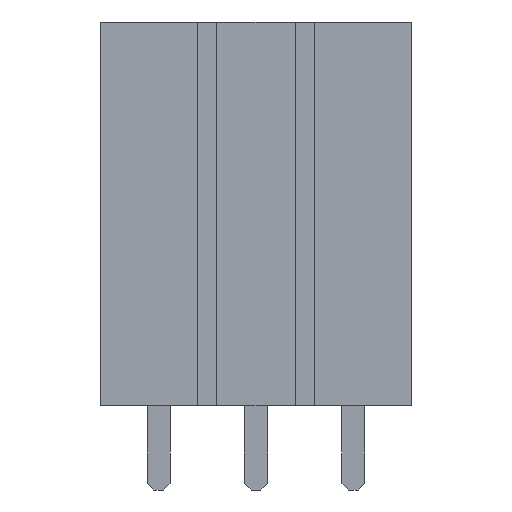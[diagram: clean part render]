
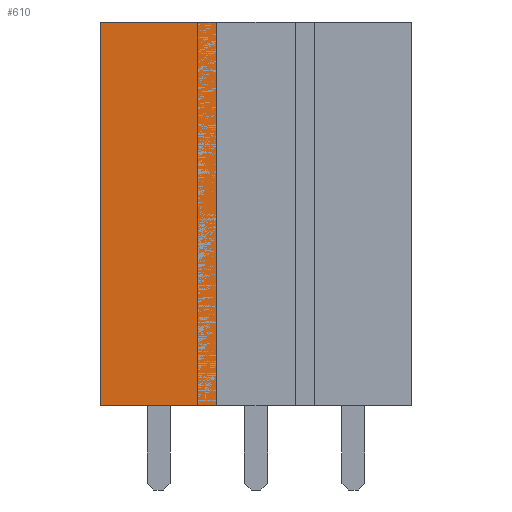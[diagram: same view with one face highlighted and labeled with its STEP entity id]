
A CAD part, front view. The second image highlights one B-rep face of the part: STEP entity #610.
In plain terms, the highlighted planar face has unit normal (0, -1, 0).
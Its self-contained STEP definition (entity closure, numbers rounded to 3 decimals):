
#85 = DIRECTION ( 'NONE',  ( -1., 0., 0. ) ) ;
#92 = AXIS2_PLACEMENT_3D ( 'NONE', #966, #1262, #257 ) ;
#124 = EDGE_LOOP ( 'NONE', ( #142, #1887, #1675, #502 ) ) ;
#137 = CARTESIAN_POINT ( 'NONE',  ( 1.52, -1.27, 0. ) ) ;
#142 = ORIENTED_EDGE ( 'NONE', *, *, #1539, .T. ) ;
#176 = EDGE_CURVE ( 'NONE', #1052, #949, #1763, .T. ) ;
#225 = DIRECTION ( 'NONE',  ( 0., 0., -1. ) ) ;
#241 = EDGE_CURVE ( 'NONE', #1052, #1141, #1716, .T. ) ;
#257 = DIRECTION ( 'NONE',  ( 0., 0., 1. ) ) ;
#282 = DIRECTION ( 'NONE',  ( 0., 0., -1. ) ) ;
#300 = LINE ( 'NONE', #583, #637 ) ;
#467 = VERTEX_POINT ( 'NONE', #914 ) ;
#502 = ORIENTED_EDGE ( 'NONE', *, *, #241, .T. ) ;
#583 = CARTESIAN_POINT ( 'NONE',  ( 1.52, -1.27, 0. ) ) ;
#610 = ADVANCED_FACE ( 'NONE', ( #1576 ), #1537, .F. ) ;
#637 = VECTOR ( 'NONE', #1167, 1000. ) ;
#680 = EDGE_CURVE ( 'NONE', #949, #467, #300, .T. ) ;
#830 = CARTESIAN_POINT ( 'NONE',  ( 1.52, -1.27, 10. ) ) ;
#894 = CARTESIAN_POINT ( 'NONE',  ( -1.52, -1.27, 0. ) ) ;
#914 = CARTESIAN_POINT ( 'NONE',  ( -1.52, -1.27, 0. ) ) ;
#949 = VERTEX_POINT ( 'NONE', #137 ) ;
#966 = CARTESIAN_POINT ( 'NONE',  ( 1.52, -1.27, 0. ) ) ;
#972 = CARTESIAN_POINT ( 'NONE',  ( -1.52, -1.27, 10. ) ) ;
#1052 = VERTEX_POINT ( 'NONE', #1797 ) ;
#1141 = VERTEX_POINT ( 'NONE', #972 ) ;
#1167 = DIRECTION ( 'NONE',  ( -1., 0., 0. ) ) ;
#1249 = CARTESIAN_POINT ( 'NONE',  ( 1.52, -1.27, 0. ) ) ;
#1262 = DIRECTION ( 'NONE',  ( 0., 1., 0. ) ) ;
#1288 = VECTOR ( 'NONE', #225, 1000. ) ;
#1332 = VECTOR ( 'NONE', #85, 1000. ) ;
#1537 = PLANE ( 'NONE',  #92 ) ;
#1539 = EDGE_CURVE ( 'NONE', #1141, #467, #1781, .T. ) ;
#1556 = VECTOR ( 'NONE', #282, 1000. ) ;
#1576 = FACE_OUTER_BOUND ( 'NONE', #124, .T. ) ;
#1675 = ORIENTED_EDGE ( 'NONE', *, *, #176, .F. ) ;
#1716 = LINE ( 'NONE', #830, #1332 ) ;
#1763 = LINE ( 'NONE', #1249, #1288 ) ;
#1781 = LINE ( 'NONE', #894, #1556 ) ;
#1797 = CARTESIAN_POINT ( 'NONE',  ( 1.52, -1.27, 10. ) ) ;
#1887 = ORIENTED_EDGE ( 'NONE', *, *, #680, .F. ) ;
